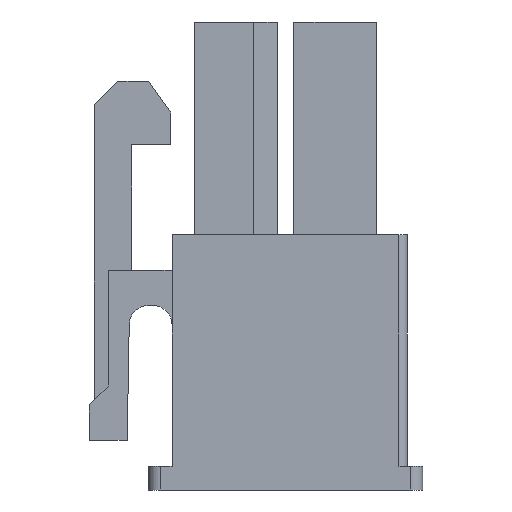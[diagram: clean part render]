
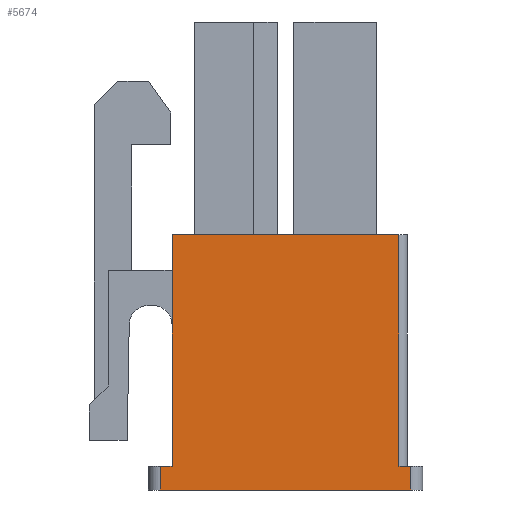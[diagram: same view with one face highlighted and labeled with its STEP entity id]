
A CAD part, left-side view. The second image highlights one B-rep face of the part: STEP entity #5674.
In plain terms, the highlighted planar face has unit normal (-1, 0, 0).
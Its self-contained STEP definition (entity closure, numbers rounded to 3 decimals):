
#1666=DIRECTION('',(0.,0.,1.));
#1667=VECTOR('',#1666,9.8);
#1668=CARTESIAN_POINT('',(-6.9,-4.8,1.));
#1669=LINE('',#1668,#1667);
#1742=DIRECTION('',(0.,1.,0.));
#1743=VECTOR('',#1742,0.5);
#1744=CARTESIAN_POINT('',(-6.9,4.8,1.));
#1745=LINE('',#1744,#1743);
#1751=DIRECTION('',(0.,1.,0.));
#1752=VECTOR('',#1751,0.5);
#1753=CARTESIAN_POINT('',(-6.9,-5.3,1.));
#1754=LINE('',#1753,#1752);
#1882=DIRECTION('',(0.,0.,1.));
#1883=VECTOR('',#1882,1.);
#1884=CARTESIAN_POINT('',(-6.9,5.3,0.));
#1885=LINE('',#1884,#1883);
#1886=DIRECTION('',(0.,0.,1.));
#1887=VECTOR('',#1886,9.8);
#1888=CARTESIAN_POINT('',(-6.9,4.8,1.));
#1889=LINE('',#1888,#1887);
#1890=DIRECTION('',(0.,-1.,0.));
#1891=VECTOR('',#1890,9.6);
#1892=CARTESIAN_POINT('',(-6.9,4.8,10.8));
#1893=LINE('',#1892,#1891);
#1894=DIRECTION('',(0.,0.,1.));
#1895=VECTOR('',#1894,1.);
#1896=CARTESIAN_POINT('',(-6.9,-5.3,0.));
#1897=LINE('',#1896,#1895);
#1898=DIRECTION('',(0.,1.,0.));
#1899=VECTOR('',#1898,10.6);
#1900=CARTESIAN_POINT('',(-6.9,-5.3,0.));
#1901=LINE('',#1900,#1899);
#2443=CARTESIAN_POINT('',(-6.9,4.8,1.));
#2445=VERTEX_POINT('',#2443);
#2454=CARTESIAN_POINT('',(-6.9,4.8,10.8));
#2455=VERTEX_POINT('',#2454);
#2456=CARTESIAN_POINT('',(-6.9,-4.8,1.));
#2457=CARTESIAN_POINT('',(-6.9,-4.8,10.8));
#2458=VERTEX_POINT('',#2456);
#2459=VERTEX_POINT('',#2457);
#2875=CARTESIAN_POINT('',(-6.9,5.3,1.));
#2877=VERTEX_POINT('',#2875);
#2878=CARTESIAN_POINT('',(-6.9,5.3,0.));
#2879=VERTEX_POINT('',#2878);
#2890=CARTESIAN_POINT('',(-6.9,-5.3,1.));
#2892=VERTEX_POINT('',#2890);
#2896=CARTESIAN_POINT('',(-6.9,-5.3,0.));
#2897=VERTEX_POINT('',#2896);
#5658=CARTESIAN_POINT('',(-6.9,4.8,0.));
#5659=DIRECTION('',(-1.,0.,0.));
#5660=DIRECTION('',(0.,-1.,0.));
#5661=AXIS2_PLACEMENT_3D('',#5658,#5659,#5660);
#5662=PLANE('',#5661);
#5664=ORIENTED_EDGE('',*,*,#5663,.T.);
#5665=ORIENTED_EDGE('',*,*,#5469,.F.);
#5666=ORIENTED_EDGE('',*,*,#5574,.T.);
#5667=ORIENTED_EDGE('',*,*,#3388,.T.);
#5668=ORIENTED_EDGE('',*,*,#5370,.F.);
#5669=ORIENTED_EDGE('',*,*,#5481,.F.);
#5670=ORIENTED_EDGE('',*,*,#5653,.F.);
#5671=ORIENTED_EDGE('',*,*,#2977,.T.);
#5672=EDGE_LOOP('',(#5664,#5665,#5666,#5667,#5668,#5669,#5670,#5671));
#5673=FACE_OUTER_BOUND('',#5672,.F.);
#2977=EDGE_CURVE('',#2897,#2879,#1901,.T.);
#3388=EDGE_CURVE('',#2455,#2459,#1893,.T.);
#5370=EDGE_CURVE('',#2458,#2459,#1669,.T.);
#5469=EDGE_CURVE('',#2445,#2877,#1745,.T.);
#5481=EDGE_CURVE('',#2892,#2458,#1754,.T.);
#5574=EDGE_CURVE('',#2445,#2455,#1889,.T.);
#5653=EDGE_CURVE('',#2897,#2892,#1897,.T.);
#5663=EDGE_CURVE('',#2879,#2877,#1885,.T.);
#5674=ADVANCED_FACE('',(#5673),#5662,.T.);
